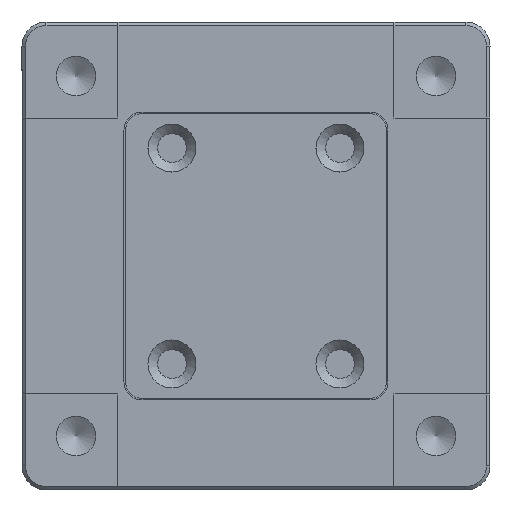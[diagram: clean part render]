
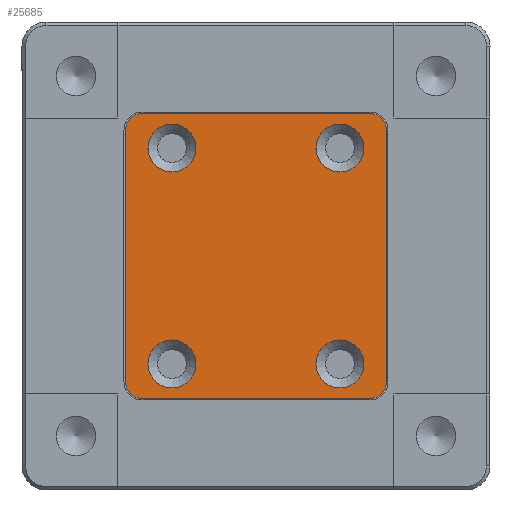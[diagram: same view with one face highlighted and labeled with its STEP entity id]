
A CAD part, front view. The second image highlights one B-rep face of the part: STEP entity #25685.
In plain terms, the highlighted planar face has unit normal (0, -1, 0).
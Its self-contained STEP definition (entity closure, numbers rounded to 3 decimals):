
#540 = EDGE_CURVE ( 'NONE', #11508, #17573, #9638, .T. ) ;
#753 = CARTESIAN_POINT ( 'NONE',  ( 10.9, -5., 10.4 ) ) ;
#1298 = EDGE_LOOP ( 'NONE', ( #7593 ) ) ;
#1340 = AXIS2_PLACEMENT_3D ( 'NONE', #14581, #1755, #10267 ) ;
#1641 = AXIS2_PLACEMENT_3D ( 'NONE', #18217, #7748, #26722 ) ;
#1755 = DIRECTION ( 'NONE',  ( 0., 1., 0. ) ) ;
#1761 = FACE_BOUND ( 'NONE', #5527, .T. ) ;
#1771 = CARTESIAN_POINT ( 'NONE',  ( -7., -5., -9. ) ) ;
#1862 = VECTOR ( 'NONE', #18704, 1000. ) ;
#1954 = DIRECTION ( 'NONE',  ( 1., 0., 0. ) ) ;
#2034 = EDGE_CURVE ( 'NONE', #18059, #18059, #4349, .T. ) ;
#2054 = VERTEX_POINT ( 'NONE', #19607 ) ;
#2172 = FACE_OUTER_BOUND ( 'NONE', #20117, .T. ) ;
#2727 = CARTESIAN_POINT ( 'NONE',  ( -7., -5., -11. ) ) ;
#2965 = CARTESIAN_POINT ( 'NONE',  ( 7., -5., -9. ) ) ;
#3163 = EDGE_LOOP ( 'NONE', ( #5022 ) ) ;
#3503 = DIRECTION ( 'NONE',  ( 0., 1., 0. ) ) ;
#3675 = CARTESIAN_POINT ( 'NONE',  ( -10.9, -5., 11.9 ) ) ;
#3991 = DIRECTION ( 'NONE',  ( 0., 0., -1. ) ) ;
#4274 = FACE_BOUND ( 'NONE', #1298, .T. ) ;
#4349 = CIRCLE ( 'NONE', #25707, 2. ) ;
#4833 = EDGE_CURVE ( 'NONE', #9689, #9689, #19136, .T. ) ;
#5022 = ORIENTED_EDGE ( 'NONE', *, *, #4833, .T. ) ;
#5258 = VERTEX_POINT ( 'NONE', #23024 ) ;
#5462 = CARTESIAN_POINT ( 'NONE',  ( 10.9, -5., 11.9 ) ) ;
#5527 = EDGE_LOOP ( 'NONE', ( #15815 ) ) ;
#5709 = VERTEX_POINT ( 'NONE', #13054 ) ;
#6040 = EDGE_CURVE ( 'NONE', #5258, #5709, #9743, .T. ) ;
#6209 = AXIS2_PLACEMENT_3D ( 'NONE', #2965, #6742, #15795 ) ;
#6742 = DIRECTION ( 'NONE',  ( 0., 1., 0. ) ) ;
#6966 = ORIENTED_EDGE ( 'NONE', *, *, #6040, .F. ) ;
#7340 = VERTEX_POINT ( 'NONE', #7570 ) ;
#7348 = VECTOR ( 'NONE', #1954, 1000. ) ;
#7377 = CARTESIAN_POINT ( 'NONE',  ( -7., -5., 9. ) ) ;
#7570 = CARTESIAN_POINT ( 'NONE',  ( -9.4, -5., 11.9 ) ) ;
#7576 = CARTESIAN_POINT ( 'NONE',  ( 7., -5., -11. ) ) ;
#7593 = ORIENTED_EDGE ( 'NONE', *, *, #20267, .T. ) ;
#7634 = DIRECTION ( 'NONE',  ( 0., 1., 0. ) ) ;
#7748 = DIRECTION ( 'NONE',  ( 0., 1., 0. ) ) ;
#7818 = EDGE_CURVE ( 'NONE', #2054, #5709, #27499, .T. ) ;
#8213 = LINE ( 'NONE', #19088, #7348 ) ;
#8384 = CARTESIAN_POINT ( 'NONE',  ( -10.9, -5., 11.9 ) ) ;
#8515 = VERTEX_POINT ( 'NONE', #21711 ) ;
#8540 = CARTESIAN_POINT ( 'NONE',  ( 7., -5., 7. ) ) ;
#9638 = LINE ( 'NONE', #5462, #15731 ) ;
#9689 = VERTEX_POINT ( 'NONE', #7576 ) ;
#9743 = CIRCLE ( 'NONE', #20431, 1.5 ) ;
#9839 = ORIENTED_EDGE ( 'NONE', *, *, #19614, .F. ) ;
#10267 = DIRECTION ( 'NONE',  ( 0., 0., 1. ) ) ;
#10318 = CIRCLE ( 'NONE', #16081, 2. ) ;
#10364 = DIRECTION ( 'NONE',  ( 0., 0., -1. ) ) ;
#10505 = VERTEX_POINT ( 'NONE', #8540 ) ;
#11171 = DIRECTION ( 'NONE',  ( 0., 0., 1. ) ) ;
#11508 = VERTEX_POINT ( 'NONE', #19308 ) ;
#12419 = LINE ( 'NONE', #8384, #1862 ) ;
#12550 = AXIS2_PLACEMENT_3D ( 'NONE', #26749, #7634, #24678 ) ;
#13054 = CARTESIAN_POINT ( 'NONE',  ( -10.9, -5., -10.4 ) ) ;
#13651 = CIRCLE ( 'NONE', #1641, 1.5 ) ;
#14052 = ORIENTED_EDGE ( 'NONE', *, *, #22113, .F. ) ;
#14066 = VERTEX_POINT ( 'NONE', #19284 ) ;
#14581 = CARTESIAN_POINT ( 'NONE',  ( 9.4, -5., 10.4 ) ) ;
#14766 = ORIENTED_EDGE ( 'NONE', *, *, #540, .T. ) ;
#14836 = CIRCLE ( 'NONE', #15720, 2. ) ;
#15296 = EDGE_CURVE ( 'NONE', #5258, #14066, #8213, .T. ) ;
#15612 = EDGE_LOOP ( 'NONE', ( #25953 ) ) ;
#15641 = DIRECTION ( 'NONE',  ( 0., 0., -1. ) ) ;
#15720 = AXIS2_PLACEMENT_3D ( 'NONE', #7377, #3503, #15641 ) ;
#15731 = VECTOR ( 'NONE', #24708, 1000. ) ;
#15795 = DIRECTION ( 'NONE',  ( 0., 0., -1. ) ) ;
#15815 = ORIENTED_EDGE ( 'NONE', *, *, #2034, .T. ) ;
#16081 = AXIS2_PLACEMENT_3D ( 'NONE', #16736, #17161, #10364 ) ;
#16736 = CARTESIAN_POINT ( 'NONE',  ( 7., -5., 9. ) ) ;
#17161 = DIRECTION ( 'NONE',  ( 0., 1., 0. ) ) ;
#17573 = VERTEX_POINT ( 'NONE', #753 ) ;
#18059 = VERTEX_POINT ( 'NONE', #2727 ) ;
#18109 = ORIENTED_EDGE ( 'NONE', *, *, #23043, .T. ) ;
#18217 = CARTESIAN_POINT ( 'NONE',  ( 9.4, -5., -10.4 ) ) ;
#18343 = ORIENTED_EDGE ( 'NONE', *, *, #25570, .F. ) ;
#18453 = CARTESIAN_POINT ( 'NONE',  ( -7., -5., 7. ) ) ;
#18704 = DIRECTION ( 'NONE',  ( -1., 0., 0. ) ) ;
#19088 = CARTESIAN_POINT ( 'NONE',  ( -10.9, -5., -11.9 ) ) ;
#19136 = CIRCLE ( 'NONE', #6209, 2. ) ;
#19183 = FACE_BOUND ( 'NONE', #15612, .T. ) ;
#19284 = CARTESIAN_POINT ( 'NONE',  ( 9.4, -5., -11.9 ) ) ;
#19308 = CARTESIAN_POINT ( 'NONE',  ( 10.9, -5., -10.4 ) ) ;
#19518 = ORIENTED_EDGE ( 'NONE', *, *, #7818, .T. ) ;
#19607 = CARTESIAN_POINT ( 'NONE',  ( -10.9, -5., 10.4 ) ) ;
#19614 = EDGE_CURVE ( 'NONE', #2054, #7340, #24583, .T. ) ;
#19689 = CARTESIAN_POINT ( 'NONE',  ( -9.4, -5., -10.4 ) ) ;
#20117 = EDGE_LOOP ( 'NONE', ( #14766, #14052, #18109, #9839, #19518, #6966, #26617, #18343 ) ) ;
#20267 = EDGE_CURVE ( 'NONE', #22380, #22380, #14836, .T. ) ;
#20431 = AXIS2_PLACEMENT_3D ( 'NONE', #19689, #25461, #11171 ) ;
#21166 = DIRECTION ( 'NONE',  ( 0., 1., 0. ) ) ;
#21436 = FACE_BOUND ( 'NONE', #3163, .T. ) ;
#21453 = DIRECTION ( 'NONE',  ( 0., 0., -1. ) ) ;
#21711 = CARTESIAN_POINT ( 'NONE',  ( 9.4, -5., 11.9 ) ) ;
#22113 = EDGE_CURVE ( 'NONE', #8515, #17573, #24512, .T. ) ;
#22380 = VERTEX_POINT ( 'NONE', #18453 ) ;
#22976 = AXIS2_PLACEMENT_3D ( 'NONE', #25197, #27284, #3991 ) ;
#23015 = EDGE_CURVE ( 'NONE', #10505, #10505, #10318, .T. ) ;
#23024 = CARTESIAN_POINT ( 'NONE',  ( -9.4, -5., -11.9 ) ) ;
#23043 = EDGE_CURVE ( 'NONE', #8515, #7340, #12419, .T. ) ;
#23107 = PLANE ( 'NONE',  #22976 ) ;
#24512 = CIRCLE ( 'NONE', #1340, 1.5 ) ;
#24583 = CIRCLE ( 'NONE', #12550, 1.5 ) ;
#24678 = DIRECTION ( 'NONE',  ( 0., 0., 1. ) ) ;
#24708 = DIRECTION ( 'NONE',  ( 0., 0., 1. ) ) ;
#25147 = DIRECTION ( 'NONE',  ( 0., 0., -1. ) ) ;
#25197 = CARTESIAN_POINT ( 'NONE',  ( 0., -5., 0. ) ) ;
#25461 = DIRECTION ( 'NONE',  ( 0., 1., 0. ) ) ;
#25570 = EDGE_CURVE ( 'NONE', #11508, #14066, #13651, .T. ) ;
#25685 = ADVANCED_FACE ( 'NONE', ( #2172, #19183, #21436, #1761, #4274 ), #23107, .T. ) ;
#25707 = AXIS2_PLACEMENT_3D ( 'NONE', #1771, #21166, #21453 ) ;
#25953 = ORIENTED_EDGE ( 'NONE', *, *, #23015, .T. ) ;
#26560 = VECTOR ( 'NONE', #25147, 1000. ) ;
#26617 = ORIENTED_EDGE ( 'NONE', *, *, #15296, .T. ) ;
#26722 = DIRECTION ( 'NONE',  ( 0., 0., 1. ) ) ;
#26749 = CARTESIAN_POINT ( 'NONE',  ( -9.4, -5., 10.4 ) ) ;
#27284 = DIRECTION ( 'NONE',  ( 0., -1., 0. ) ) ;
#27499 = LINE ( 'NONE', #3675, #26560 ) ;
